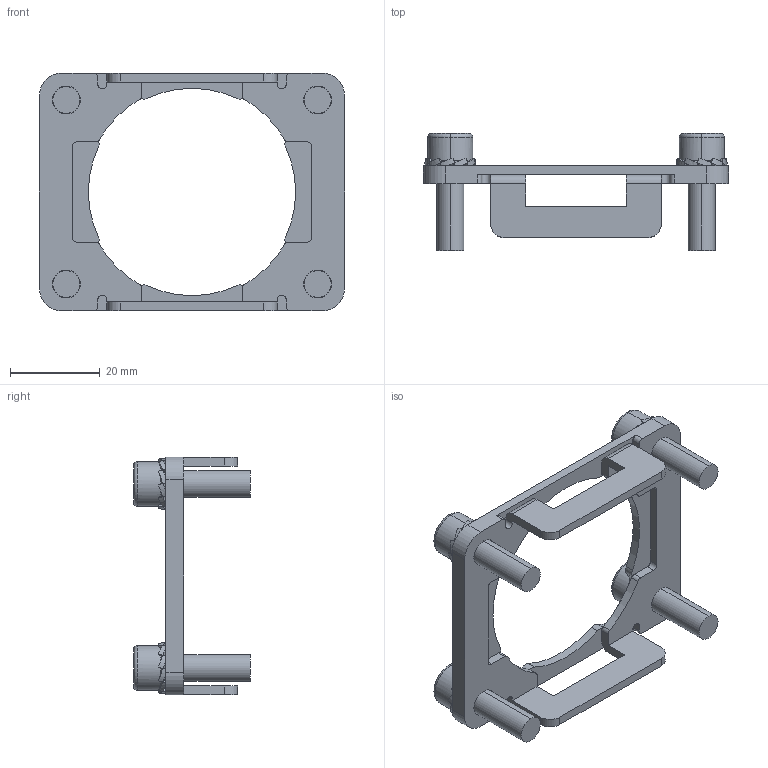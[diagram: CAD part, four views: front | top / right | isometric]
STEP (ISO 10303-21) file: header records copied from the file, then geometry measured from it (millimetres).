
FILE_DESCRIPTION((''),'2;1');
FILE_NAME('2970000004976_01-HF1T-001-B__X2','2023-10-07T',('13843'),(''),'PRO/ENGINEER BY PARAMETRIC TECHNOLOGY CORPORATION, 2012480','PRO/ENGINEER BY PARAMETRIC TECHNOLOGY CORPORATION, 2012480','');
FILE_SCHEMA(('CONFIG_CONTROL_DESIGN'));
Length unit declared in the file: millimetre
Products named in the file (1): 2970000004976_01-HF1T-001-B__X2
Bounding box: 68 x 26 x 53 mm (x, y, z)
Volume: 11342 mm3; surface area: 10261.4 mm2
Topology: 1 solids, 1 shells, 513 faces, 1782 edges, 1186 vertices
Faces by surface type: bspline 176, cylinder 168, plane 149, cone 12, torus 8
Entity records: 39357 total; most frequent: CARTESIAN_POINT 20582, ORIENTED_EDGE 3548, DIRECTION 1848, PRESENTATION_STYLE_ASSIGNMENT 1775, STYLED_ITEM 1775, CURVE_STYLE 1774, EDGE_CURVE 1774, VERTEX_POINT 1186
